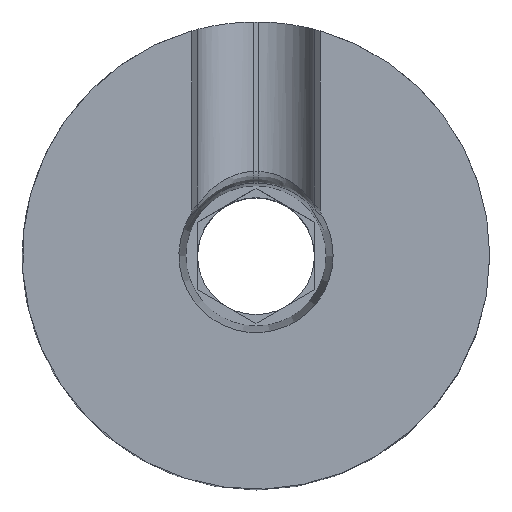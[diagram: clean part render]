
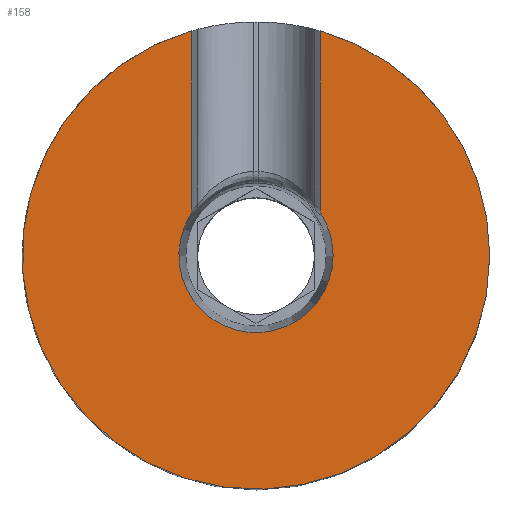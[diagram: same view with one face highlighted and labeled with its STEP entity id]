
A CAD part, top view. The second image highlights one B-rep face of the part: STEP entity #158.
In plain terms, the highlighted planar face has unit normal (0, 0, 1).
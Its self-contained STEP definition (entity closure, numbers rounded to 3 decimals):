
#158=ADVANCED_FACE('56',(#408),#409,.T.);
#226=EDGE_CURVE('',#507,#515,#518,.T.);
#228=EDGE_CURVE('',#507,#520,#521,.T.);
#262=EDGE_CURVE('',#557,#566,#569,.T.);
#268=EDGE_CURVE('',#574,#557,#577,.T.);
#288=EDGE_CURVE('',#574,#515,#605,.T.);
#290=EDGE_CURVE('',#566,#520,#607,.T.);
#408=FACE_OUTER_BOUND('',#843,.T.);
#409=PLANE('',#844);
#507=VERTEX_POINT('',#1098);
#515=VERTEX_POINT('',#1125);
#518=CIRCLE('',#1138,3.3);
#520=VERTEX_POINT('',#1141);
#521=B_SPLINE_CURVE_WITH_KNOTS('',3,(#1142,#1143,#1144,#1145,#1146,#1147),.UNSPECIFIED.,.F.,.F.,(4,2,4),(0.0,0.137,0.275),.UNSPECIFIED.);
#557=VERTEX_POINT('',#1231);
#566=VERTEX_POINT('',#1258);
#569=CIRCLE('',#1262,10.0);
#574=VERTEX_POINT('',#1269);
#577=LINE('',#1280,#1281);
#605=B_SPLINE_CURVE_WITH_KNOTS('',3,(#1325,#1326,#1327,#1328,#1329,#1330),.UNSPECIFIED.,.F.,.F.,(4,2,4),(0.0,0.137,0.275),.UNSPECIFIED.);
#607=LINE('',#1333,#1334);
#843=EDGE_LOOP('',(#1552,#1553,#1554,#1555,#1556,#1557));
#844=AXIS2_PLACEMENT_3D('',#1558,#1559,#1560);
#1098=CARTESIAN_POINT('',(2.823,1.709,0.));
#1125=CARTESIAN_POINT('',(-2.823,1.709,0.));
#1138=AXIS2_PLACEMENT_3D('',#1742,#1743,#1744);
#1141=CARTESIAN_POINT('',(2.75,1.97,0.));
#1142=CARTESIAN_POINT('',(2.823,1.709,0.0));
#1143=CARTESIAN_POINT('',(2.799,1.748,0.0));
#1144=CARTESIAN_POINT('',(2.781,1.79,0.0));
#1145=CARTESIAN_POINT('',(2.756,1.879,0.0));
#1146=CARTESIAN_POINT('',(2.75,1.924,0.0));
#1147=CARTESIAN_POINT('',(2.75,1.97,0.0));
#1231=CARTESIAN_POINT('',(-2.75,9.614,0.0));
#1258=CARTESIAN_POINT('',(2.75,9.614,0.0));
#1262=AXIS2_PLACEMENT_3D('',#1765,#1766,#1767);
#1269=CARTESIAN_POINT('',(-2.75,1.97,0.));
#1280=CARTESIAN_POINT('',(-2.75,13.125,0.0));
#1281=VECTOR('',#1771,1.0);
#1325=CARTESIAN_POINT('',(-2.75,1.97,0.0));
#1326=CARTESIAN_POINT('',(-2.75,1.924,0.0));
#1327=CARTESIAN_POINT('',(-2.756,1.879,0.0));
#1328=CARTESIAN_POINT('',(-2.781,1.79,0.0));
#1329=CARTESIAN_POINT('',(-2.799,1.748,0.0));
#1330=CARTESIAN_POINT('',(-2.823,1.709,0.0));
#1333=CARTESIAN_POINT('',(2.75,13.125,0.0));
#1334=VECTOR('',#1787,1.0);
#1552=ORIENTED_EDGE('',*,*,#228,.F.);
#1553=ORIENTED_EDGE('',*,*,#226,.T.);
#1554=ORIENTED_EDGE('',*,*,#288,.F.);
#1555=ORIENTED_EDGE('',*,*,#268,.T.);
#1556=ORIENTED_EDGE('',*,*,#262,.T.);
#1557=ORIENTED_EDGE('',*,*,#290,.T.);
#1558=CARTESIAN_POINT('',(0.0,0.0,0.0));
#1559=DIRECTION('',(0.0,0.0,1.0));
#1560=DIRECTION('',(1.0,0.0,0.0));
#1742=CARTESIAN_POINT('',(0.0,0.0,0.0));
#1743=DIRECTION('',(0.0,0.0,-1.0));
#1744=DIRECTION('',(1.0,0.0,0.0));
#1765=CARTESIAN_POINT('',(0.0,0.0,0.0));
#1766=DIRECTION('',(0.0,0.0,1.0));
#1767=DIRECTION('',(1.0,0.0,0.0));
#1771=DIRECTION('',(0.,1.0,0.0));
#1787=DIRECTION('',(0.,-1.0,0.0));
